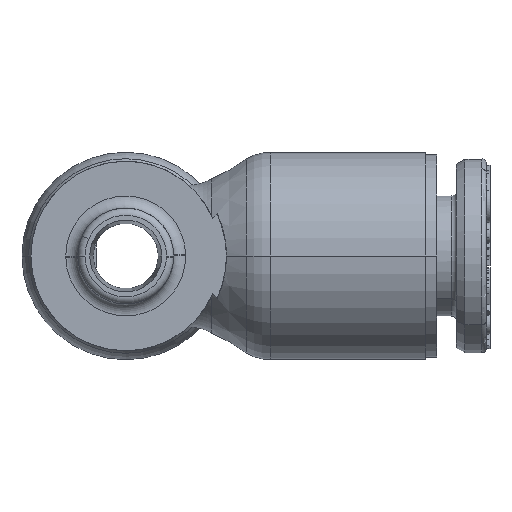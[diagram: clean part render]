
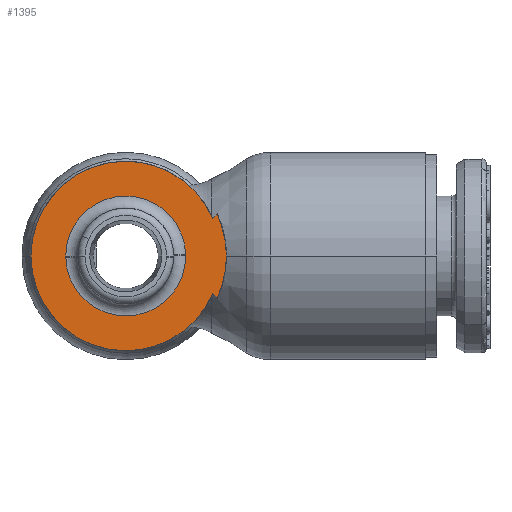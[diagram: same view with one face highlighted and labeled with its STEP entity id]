
A CAD part, front view. The second image highlights one B-rep face of the part: STEP entity #1395.
In plain terms, the highlighted planar face has unit normal (0, -1, 0).
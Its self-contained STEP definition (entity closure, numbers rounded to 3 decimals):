
#1395=ADVANCED_FACE('',(#3941,#3942),#3943,.F.);
#3941=FACE_OUTER_BOUND('',#10180,.T.);
#3942=FACE_BOUND('',#10181,.T.);
#3943=PLANE('',#10182);
#10180=EDGE_LOOP('',(#20293,#20294,#20295,#20296,#20297,#20298));
#10181=EDGE_LOOP('',(#20299,#20300,#20301,#20302));
#10182=AXIS2_PLACEMENT_3D('',#20303,#20304,#20305);
#20293=ORIENTED_EDGE('',*,*,#24739,.F.);
#20294=ORIENTED_EDGE('',*,*,#24709,.T.);
#20295=ORIENTED_EDGE('',*,*,#24740,.T.);
#20296=ORIENTED_EDGE('',*,*,#24718,.F.);
#20297=ORIENTED_EDGE('',*,*,#24737,.T.);
#20298=ORIENTED_EDGE('',*,*,#24715,.T.);
#20299=ORIENTED_EDGE('',*,*,#24640,.T.);
#20300=ORIENTED_EDGE('',*,*,#24741,.T.);
#20301=ORIENTED_EDGE('',*,*,#24644,.T.);
#20302=ORIENTED_EDGE('',*,*,#24742,.T.);
#20303=CARTESIAN_POINT('',(0.0,-2.85,0.0));
#20304=DIRECTION('',(0.0,1.0,0.0));
#20305=DIRECTION('',(1.0,0.0,-0.0));
#24640=EDGE_CURVE('',#29947,#29944,#29948,.T.);
#24644=EDGE_CURVE('',#29955,#29952,#29956,.T.);
#24709=EDGE_CURVE('',#30080,#30077,#30081,.T.);
#24715=EDGE_CURVE('',#30084,#30090,#30092,.T.);
#24718=EDGE_CURVE('',#30096,#30098,#30099,.T.);
#24737=EDGE_CURVE('',#30096,#30084,#30130,.T.);
#24739=EDGE_CURVE('',#30080,#30090,#30132,.T.);
#24740=EDGE_CURVE('',#30077,#30098,#30133,.T.);
#24741=EDGE_CURVE('',#29944,#29955,#30134,.T.);
#24742=EDGE_CURVE('',#29952,#29947,#30135,.T.);
#29944=VERTEX_POINT('',#40877);
#29947=VERTEX_POINT('',#40880);
#29948=CIRCLE('',#40881,2.5);
#29952=VERTEX_POINT('',#40885);
#29955=VERTEX_POINT('',#40888);
#29956=CIRCLE('',#40889,2.5);
#30077=VERTEX_POINT('',#41229);
#30080=VERTEX_POINT('',#41233);
#30081=CIRCLE('',#41234,4.2);
#30084=VERTEX_POINT('',#41247);
#30090=VERTEX_POINT('',#41259);
#30092=CIRCLE('',#41265,3.95);
#30096=VERTEX_POINT('',#41269);
#30098=VERTEX_POINT('',#41275);
#30099=B_SPLINE_CURVE_WITH_KNOTS('',3,(#41276,#41277,#41278,#41279,#41280),.UNSPECIFIED.,.F.,.F.,(4,1,4),(0.0,0.5,1.0),.UNSPECIFIED.);
#30130=CIRCLE('',#41393,3.95);
#30132=B_SPLINE_CURVE_WITH_KNOTS('',3,(#41395,#41396,#41397,#41398,#41399),.UNSPECIFIED.,.F.,.F.,(4,1,4),(0.0,0.5,1.0),.UNSPECIFIED.);
#30133=CIRCLE('',#41400,4.2);
#30134=CIRCLE('',#41401,2.5);
#30135=CIRCLE('',#41402,2.5);
#40877=CARTESIAN_POINT('',(2.499,-2.85,0.073));
#40880=CARTESIAN_POINT('',(-2.5,-2.85,0.0));
#40881=AXIS2_PLACEMENT_3D('',#46279,#46280,#46281);
#40885=CARTESIAN_POINT('',(-2.499,-2.85,-0.073));
#40888=CARTESIAN_POINT('',(2.5,-2.85,0.0));
#40889=AXIS2_PLACEMENT_3D('',#46291,#46292,#46293);
#41229=CARTESIAN_POINT('',(4.2,-2.85,0.));
#41233=CARTESIAN_POINT('',(3.813,-2.85,-1.762));
#41234=AXIS2_PLACEMENT_3D('',#46390,#46391,#46392);
#41247=CARTESIAN_POINT('',(-3.95,-2.85,0.));
#41259=CARTESIAN_POINT('',(3.631,-2.85,-1.554));
#41265=AXIS2_PLACEMENT_3D('',#46397,#46398,#46399);
#41269=CARTESIAN_POINT('',(3.631,-2.85,1.554));
#41275=CARTESIAN_POINT('',(3.813,-2.85,1.762));
#41276=CARTESIAN_POINT('',(3.631,-2.85,1.554));
#41277=CARTESIAN_POINT('',(3.66,-2.85,1.588));
#41278=CARTESIAN_POINT('',(3.719,-2.85,1.657));
#41279=CARTESIAN_POINT('',(3.781,-2.85,1.727));
#41280=CARTESIAN_POINT('',(3.813,-2.85,1.762));
#41393=AXIS2_PLACEMENT_3D('',#46420,#46421,#46422);
#41395=CARTESIAN_POINT('',(3.813,-2.85,-1.762));
#41396=CARTESIAN_POINT('',(3.781,-2.85,-1.727));
#41397=CARTESIAN_POINT('',(3.719,-2.85,-1.657));
#41398=CARTESIAN_POINT('',(3.66,-2.85,-1.588));
#41399=CARTESIAN_POINT('',(3.631,-2.85,-1.554));
#41400=AXIS2_PLACEMENT_3D('',#46426,#46427,#46428);
#41401=AXIS2_PLACEMENT_3D('',#46429,#46430,#46431);
#41402=AXIS2_PLACEMENT_3D('',#46432,#46433,#46434);
#46279=CARTESIAN_POINT('',(0.0,-2.85,0.0));
#46280=DIRECTION('',(0.0,1.0,0.0));
#46281=DIRECTION('',(-1.0,0.0,0.0));
#46291=CARTESIAN_POINT('',(0.0,-2.85,0.0));
#46292=DIRECTION('',(-0.0,1.0,0.0));
#46293=DIRECTION('',(1.0,0.0,0.0));
#46390=CARTESIAN_POINT('',(0.0,-2.85,0.0));
#46391=DIRECTION('',(0.0,-1.0,0.0));
#46392=DIRECTION('',(0.908,0.0,-0.42));
#46397=CARTESIAN_POINT('',(0.0,-2.85,0.0));
#46398=DIRECTION('',(0.0,-1.0,0.0));
#46399=DIRECTION('',(0.919,0.0,0.393));
#46420=CARTESIAN_POINT('',(0.0,-2.85,0.0));
#46421=DIRECTION('',(0.0,-1.0,0.0));
#46422=DIRECTION('',(0.919,0.0,0.393));
#46426=CARTESIAN_POINT('',(0.0,-2.85,0.0));
#46427=DIRECTION('',(0.0,-1.0,0.0));
#46428=DIRECTION('',(0.908,0.0,-0.42));
#46429=CARTESIAN_POINT('',(0.0,-2.85,0.0));
#46430=DIRECTION('',(0.0,1.0,0.0));
#46431=DIRECTION('',(-1.0,0.0,0.0));
#46432=CARTESIAN_POINT('',(0.0,-2.85,0.0));
#46433=DIRECTION('',(-0.0,1.0,0.0));
#46434=DIRECTION('',(1.0,0.0,0.0));
